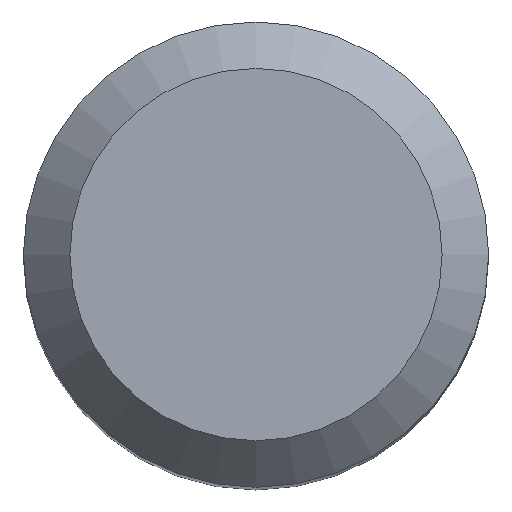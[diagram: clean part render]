
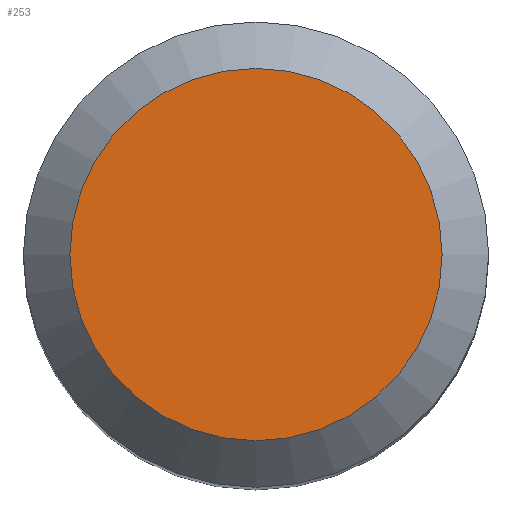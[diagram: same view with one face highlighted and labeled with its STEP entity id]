
A CAD part, top view. The second image highlights one B-rep face of the part: STEP entity #253.
In plain terms, the highlighted planar face has unit normal (0, 0, 1).
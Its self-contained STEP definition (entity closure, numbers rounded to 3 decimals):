
#16 = CIRCLE ( 'NONE', #76, 3.2 ) ;
#21 = FACE_OUTER_BOUND ( 'NONE', #195, .T. ) ;
#23 = CARTESIAN_POINT ( 'NONE',  ( 0., 0., 63. ) ) ;
#76 = AXIS2_PLACEMENT_3D ( 'NONE', #23, #327, #103 ) ;
#103 = DIRECTION ( 'NONE',  ( 1., 0., 0. ) ) ;
#131 = AXIS2_PLACEMENT_3D ( 'NONE', #257, #227, #228 ) ;
#195 = EDGE_LOOP ( 'NONE', ( #325 ) ) ;
#222 = EDGE_CURVE ( 'NONE', #263, #263, #16, .T. ) ;
#227 = DIRECTION ( 'NONE',  ( 0., 0., -1. ) ) ;
#228 = DIRECTION ( 'NONE',  ( -1., 0., 0. ) ) ;
#253 = ADVANCED_FACE ( 'NONE', ( #21 ), #386, .F. ) ;
#257 = CARTESIAN_POINT ( 'NONE',  ( 0., 3.2, 63. ) ) ;
#263 = VERTEX_POINT ( 'NONE', #333 ) ;
#325 = ORIENTED_EDGE ( 'NONE', *, *, #222, .T. ) ;
#327 = DIRECTION ( 'NONE',  ( 0., 0., 1. ) ) ;
#333 = CARTESIAN_POINT ( 'NONE',  ( 3.2, 0., 63. ) ) ;
#386 = PLANE ( 'NONE',  #131 ) ;
